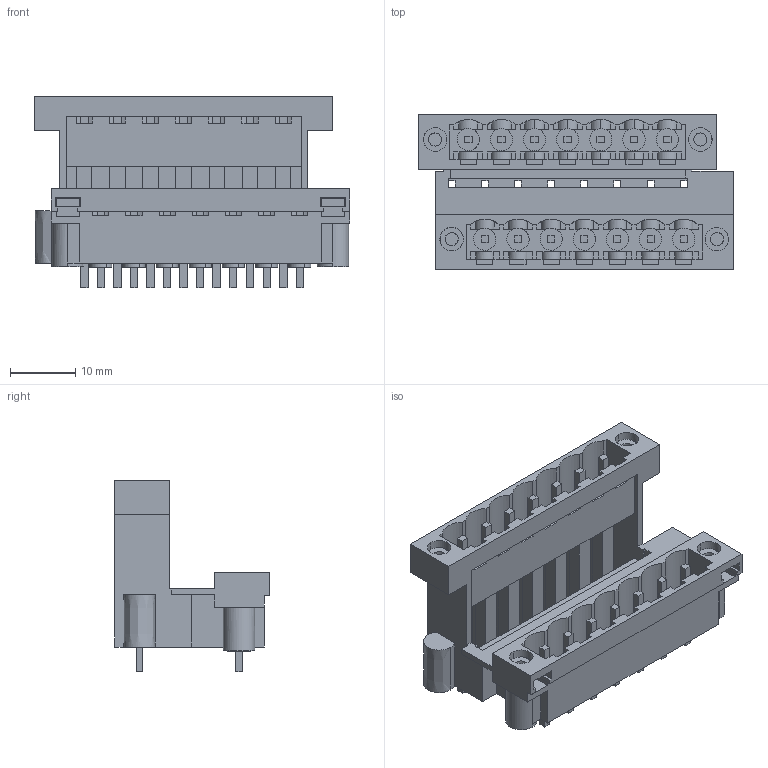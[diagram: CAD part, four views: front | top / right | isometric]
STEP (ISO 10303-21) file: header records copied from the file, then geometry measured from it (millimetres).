
FILE_DESCRIPTION(('CATIA V5 STEP Exchange','CAx-IF Rec.Pracs.--- Model Styling and Organization---1.2---2011-12-15'),'2;1');
FILE_NAME ('D1456891_0_1828820000_1828820000.stp','2018-04-19T11:25:42+00:00',('none'),('Weidmueller'),'CATIA Version 5-6 Release 2014','CATIA V5 STEP AP214','none');
FILE_SCHEMA(('AUTOMOTIVE_DESIGN { 1 0 10303 214 1 1 1 1 }'));
Length unit declared in the file: millimetre
Products named in the file (1): 1828820000
Bounding box: 48.26 x 23.67 x 29.36 mm (x, y, z)
Volume: 6811.2 mm3; surface area: 13145.3 mm2
Topology: 19 solids, 26 shells, 776 faces, 2424 edges, 1679 vertices
Faces by surface type: plane 638, cylinder 134, extrusion 4
Entity records: 26162 total; most frequent: CARTESIAN_POINT 5871, ORIENTED_EDGE 4848, DIRECTION 3169, EDGE_CURVE 2424, VECTOR 1968, LINE 1964, VERTEX_POINT 1679, EDGE_LOOP 845
